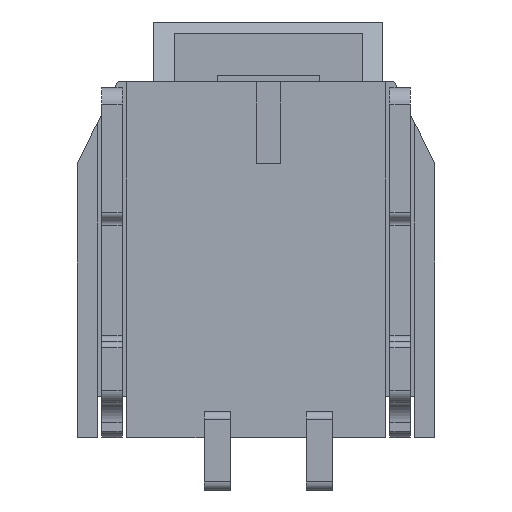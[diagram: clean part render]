
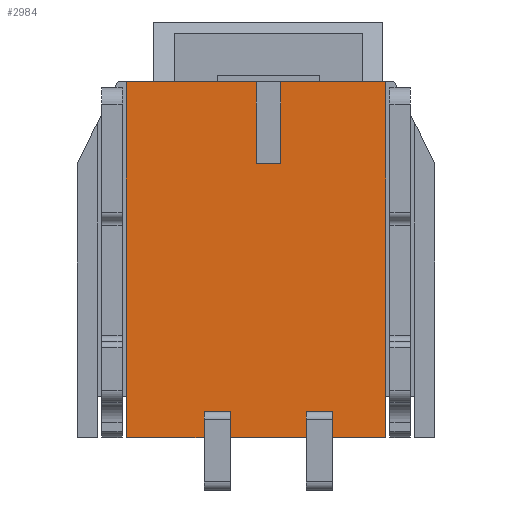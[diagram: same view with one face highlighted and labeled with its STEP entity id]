
A CAD part, front view. The second image highlights one B-rep face of the part: STEP entity #2984.
In plain terms, the highlighted planar face has unit normal (0, -1, 0).
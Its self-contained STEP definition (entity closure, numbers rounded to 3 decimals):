
#33=DIRECTION('',(1.,0.,0.));
#34=VECTOR('',#33,0.6);
#35=CARTESIAN_POINT('',(0.,-1.74,2.345));
#36=LINE('',#35,#34);
#37=DIRECTION('',(0.,0.,-1.));
#38=VECTOR('',#37,2.);
#39=CARTESIAN_POINT('',(0.6,-1.74,4.345));
#40=LINE('',#39,#38);
#41=DIRECTION('',(1.,0.,0.));
#42=VECTOR('',#41,2.57);
#43=CARTESIAN_POINT('',(0.6,-1.74,4.345));
#44=LINE('',#43,#42);
#45=DIRECTION('',(0.,0.,-1.));
#46=VECTOR('',#45,8.69);
#47=CARTESIAN_POINT('',(3.17,-1.74,4.345));
#48=LINE('',#47,#46);
#49=DIRECTION('',(-1.,0.,0.));
#50=VECTOR('',#49,1.303);
#51=CARTESIAN_POINT('',(3.17,-1.74,-4.345));
#52=LINE('',#51,#50);
#53=DIRECTION('',(0.,0.,1.));
#54=VECTOR('',#53,0.638);
#55=CARTESIAN_POINT('',(1.868,-1.74,-4.345));
#56=LINE('',#55,#54);
#57=DIRECTION('',(-1.,0.,0.));
#58=VECTOR('',#57,0.635);
#59=CARTESIAN_POINT('',(1.868,-1.74,-3.707));
#60=LINE('',#59,#58);
#61=DIRECTION('',(0.,0.,1.));
#62=VECTOR('',#61,0.638);
#63=CARTESIAN_POINT('',(1.233,-1.74,-4.345));
#64=LINE('',#63,#62);
#65=DIRECTION('',(-1.,0.,0.));
#66=VECTOR('',#65,1.865);
#67=CARTESIAN_POINT('',(1.233,-1.74,-4.345));
#68=LINE('',#67,#66);
#69=DIRECTION('',(0.,0.,1.));
#70=VECTOR('',#69,0.638);
#71=CARTESIAN_POINT('',(-0.633,-1.74,-4.345));
#72=LINE('',#71,#70);
#73=DIRECTION('',(-1.,0.,0.));
#74=VECTOR('',#73,0.635);
#75=CARTESIAN_POINT('',(-0.633,-1.74,-3.707));
#76=LINE('',#75,#74);
#77=DIRECTION('',(0.,0.,1.));
#78=VECTOR('',#77,0.638);
#79=CARTESIAN_POINT('',(-1.268,-1.74,-4.345));
#80=LINE('',#79,#78);
#81=DIRECTION('',(-1.,0.,0.));
#82=VECTOR('',#81,1.903);
#83=CARTESIAN_POINT('',(-1.268,-1.74,-4.345));
#84=LINE('',#83,#82);
#85=DIRECTION('',(0.,0.,-1.));
#86=VECTOR('',#85,8.69);
#87=CARTESIAN_POINT('',(-3.17,-1.74,4.345));
#88=LINE('',#87,#86);
#89=DIRECTION('',(1.,0.,0.));
#90=VECTOR('',#89,3.17);
#91=CARTESIAN_POINT('',(-3.17,-1.74,4.345));
#92=LINE('',#91,#90);
#93=DIRECTION('',(0.,0.,-1.));
#94=VECTOR('',#93,2.);
#95=CARTESIAN_POINT('',(0.,-1.74,4.345));
#96=LINE('',#95,#94);
#2333=CARTESIAN_POINT('',(1.868,-1.74,-4.345));
#2334=CARTESIAN_POINT('',(1.868,-1.74,-3.707));
#2335=VERTEX_POINT('',#2333);
#2336=VERTEX_POINT('',#2334);
#2337=CARTESIAN_POINT('',(1.233,-1.74,-4.345));
#2338=CARTESIAN_POINT('',(1.233,-1.74,-3.707));
#2339=VERTEX_POINT('',#2337);
#2340=VERTEX_POINT('',#2338);
#2433=CARTESIAN_POINT('',(-0.633,-1.74,-4.345));
#2434=CARTESIAN_POINT('',(-0.633,-1.74,-3.707));
#2435=VERTEX_POINT('',#2433);
#2436=VERTEX_POINT('',#2434);
#2437=CARTESIAN_POINT('',(-1.268,-1.74,-4.345));
#2438=CARTESIAN_POINT('',(-1.268,-1.74,-3.707));
#2439=VERTEX_POINT('',#2437);
#2440=VERTEX_POINT('',#2438);
#2697=CARTESIAN_POINT('',(3.17,-1.74,4.345));
#2698=CARTESIAN_POINT('',(3.17,-1.74,-4.345));
#2699=VERTEX_POINT('',#2697);
#2700=VERTEX_POINT('',#2698);
#2863=CARTESIAN_POINT('',(-3.17,-1.74,4.345));
#2864=CARTESIAN_POINT('',(-3.17,-1.74,-4.345));
#2865=VERTEX_POINT('',#2863);
#2866=VERTEX_POINT('',#2864);
#2905=CARTESIAN_POINT('',(0.,-1.74,2.345));
#2906=CARTESIAN_POINT('',(0.6,-1.74,2.345));
#2907=VERTEX_POINT('',#2905);
#2908=VERTEX_POINT('',#2906);
#2909=CARTESIAN_POINT('',(0.,-1.74,4.345));
#2910=VERTEX_POINT('',#2909);
#2911=CARTESIAN_POINT('',(0.6,-1.74,4.345));
#2912=VERTEX_POINT('',#2911);
#2945=CARTESIAN_POINT('',(0.,-1.74,0.));
#2946=DIRECTION('',(0.,1.,0.));
#2947=DIRECTION('',(1.,0.,0.));
#2948=AXIS2_PLACEMENT_3D('',#2945,#2946,#2947);
#2949=PLANE('',#2948);
#2951=ORIENTED_EDGE('',*,*,#2950,.T.);
#2953=ORIENTED_EDGE('',*,*,#2952,.F.);
#2955=ORIENTED_EDGE('',*,*,#2954,.T.);
#2957=ORIENTED_EDGE('',*,*,#2956,.T.);
#2959=ORIENTED_EDGE('',*,*,#2958,.T.);
#2961=ORIENTED_EDGE('',*,*,#2960,.T.);
#2963=ORIENTED_EDGE('',*,*,#2962,.T.);
#2965=ORIENTED_EDGE('',*,*,#2964,.F.);
#2967=ORIENTED_EDGE('',*,*,#2966,.T.);
#2969=ORIENTED_EDGE('',*,*,#2968,.T.);
#2971=ORIENTED_EDGE('',*,*,#2970,.T.);
#2973=ORIENTED_EDGE('',*,*,#2972,.F.);
#2975=ORIENTED_EDGE('',*,*,#2974,.T.);
#2977=ORIENTED_EDGE('',*,*,#2976,.F.);
#2979=ORIENTED_EDGE('',*,*,#2978,.T.);
#2981=ORIENTED_EDGE('',*,*,#2980,.T.);
#2982=EDGE_LOOP('',(#2951,#2953,#2955,#2957,#2959,#2961,#2963,#2965,#2967,#2969,
#2971,#2973,#2975,#2977,#2979,#2981));
#2983=FACE_OUTER_BOUND('',#2982,.F.);
#2984=ADVANCED_FACE('',(#2983),#2949,.F.);
#2950=EDGE_CURVE('',#2907,#2908,#36,.T.);
#2952=EDGE_CURVE('',#2912,#2908,#40,.T.);
#2954=EDGE_CURVE('',#2912,#2699,#44,.T.);
#2956=EDGE_CURVE('',#2699,#2700,#48,.T.);
#2958=EDGE_CURVE('',#2700,#2335,#52,.T.);
#2960=EDGE_CURVE('',#2335,#2336,#56,.T.);
#2962=EDGE_CURVE('',#2336,#2340,#60,.T.);
#2964=EDGE_CURVE('',#2339,#2340,#64,.T.);
#2966=EDGE_CURVE('',#2339,#2435,#68,.T.);
#2968=EDGE_CURVE('',#2435,#2436,#72,.T.);
#2970=EDGE_CURVE('',#2436,#2440,#76,.T.);
#2972=EDGE_CURVE('',#2439,#2440,#80,.T.);
#2974=EDGE_CURVE('',#2439,#2866,#84,.T.);
#2976=EDGE_CURVE('',#2865,#2866,#88,.T.);
#2978=EDGE_CURVE('',#2865,#2910,#92,.T.);
#2980=EDGE_CURVE('',#2910,#2907,#96,.T.);
